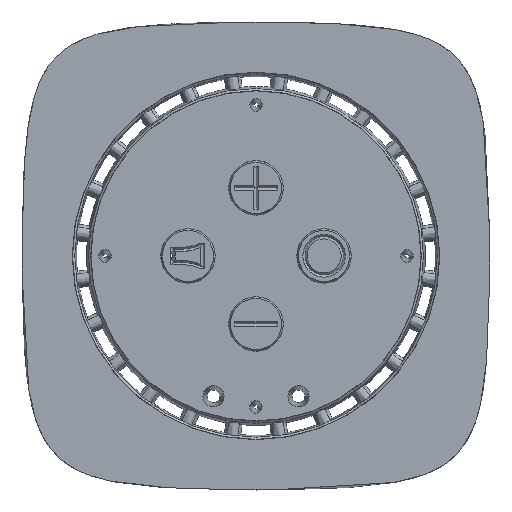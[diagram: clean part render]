
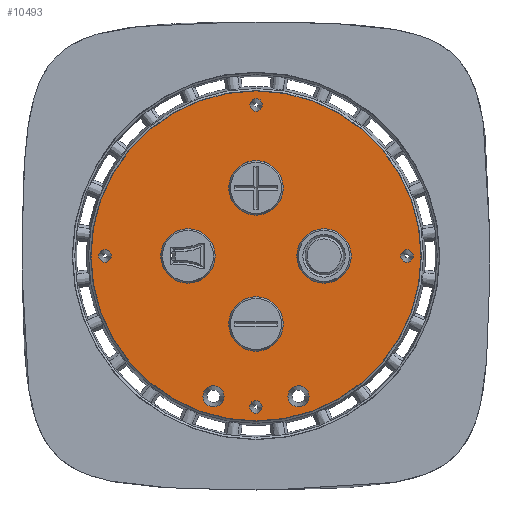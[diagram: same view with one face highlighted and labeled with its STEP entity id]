
A CAD part, top view. The second image highlights one B-rep face of the part: STEP entity #10493.
In plain terms, the highlighted planar face has unit normal (0, 0, 1).
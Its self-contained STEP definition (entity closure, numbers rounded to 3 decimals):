
#365=FACE_BOUND('',#1868,.T.);
#366=FACE_BOUND('',#1869,.T.);
#367=FACE_BOUND('',#1870,.T.);
#368=FACE_BOUND('',#1871,.T.);
#369=FACE_BOUND('',#1872,.T.);
#370=FACE_BOUND('',#1873,.T.);
#371=FACE_BOUND('',#1874,.T.);
#372=FACE_BOUND('',#1875,.T.);
#373=FACE_BOUND('',#1876,.T.);
#374=FACE_BOUND('',#1877,.T.);
#693=PLANE('',#11516);
#1229=FACE_OUTER_BOUND('',#1867,.T.);
#1867=EDGE_LOOP('',(#9606));
#1868=EDGE_LOOP('',(#9607));
#1869=EDGE_LOOP('',(#9608));
#1870=EDGE_LOOP('',(#9609));
#1871=EDGE_LOOP('',(#9610));
#1872=EDGE_LOOP('',(#9611));
#1873=EDGE_LOOP('',(#9612));
#1874=EDGE_LOOP('',(#9613));
#1875=EDGE_LOOP('',(#9614));
#1876=EDGE_LOOP('',(#9615));
#1877=EDGE_LOOP('',(#9616));
#3920=CIRCLE('',#10777,38.801);
#4193=CIRCLE('',#11484,1.5);
#4194=CIRCLE('',#11486,1.5);
#4195=CIRCLE('',#11488,2.5);
#4196=CIRCLE('',#11490,6.4);
#4197=CIRCLE('',#11492,6.4);
#4198=CIRCLE('',#11494,6.4);
#4199=CIRCLE('',#11496,6.4);
#4200=CIRCLE('',#11498,2.5);
#4201=CIRCLE('',#11500,1.5);
#4202=CIRCLE('',#11502,1.5);
#4491=VERTEX_POINT('',#15737);
#5143=VERTEX_POINT('',#18860);
#5144=VERTEX_POINT('',#18864);
#5145=VERTEX_POINT('',#18868);
#5146=VERTEX_POINT('',#18872);
#5147=VERTEX_POINT('',#18876);
#5148=VERTEX_POINT('',#18880);
#5149=VERTEX_POINT('',#18884);
#5150=VERTEX_POINT('',#18888);
#5151=VERTEX_POINT('',#18892);
#5152=VERTEX_POINT('',#18896);
#5525=EDGE_CURVE('',#4491,#4491,#3920,.T.);
#6619=EDGE_CURVE('',#5143,#5143,#4193,.T.);
#6621=EDGE_CURVE('',#5144,#5144,#4194,.T.);
#6623=EDGE_CURVE('',#5145,#5145,#4195,.T.);
#6626=EDGE_CURVE('',#5146,#5146,#4196,.T.);
#6628=EDGE_CURVE('',#5147,#5147,#4197,.T.);
#6630=EDGE_CURVE('',#5148,#5148,#4198,.T.);
#6632=EDGE_CURVE('',#5149,#5149,#4199,.T.);
#6633=EDGE_CURVE('',#5150,#5150,#4200,.T.);
#6635=EDGE_CURVE('',#5151,#5151,#4201,.T.);
#6637=EDGE_CURVE('',#5152,#5152,#4202,.T.);
#9606=ORIENTED_EDGE('',*,*,#5525,.T.);
#9607=ORIENTED_EDGE('',*,*,#6637,.F.);
#9608=ORIENTED_EDGE('',*,*,#6635,.F.);
#9609=ORIENTED_EDGE('',*,*,#6633,.F.);
#9610=ORIENTED_EDGE('',*,*,#6632,.T.);
#9611=ORIENTED_EDGE('',*,*,#6630,.T.);
#9612=ORIENTED_EDGE('',*,*,#6628,.T.);
#9613=ORIENTED_EDGE('',*,*,#6626,.T.);
#9614=ORIENTED_EDGE('',*,*,#6623,.F.);
#9615=ORIENTED_EDGE('',*,*,#6621,.F.);
#9616=ORIENTED_EDGE('',*,*,#6619,.F.);
#10493=ADVANCED_FACE('',(#1229,#365,#366,#367,#368,#369,#370,#371,#372,
#373,#374),#693,.T.);
#10777=AXIS2_PLACEMENT_3D('',#15739,#12014,#12015);
#11484=AXIS2_PLACEMENT_3D('',#18861,#14155,#14156);
#11486=AXIS2_PLACEMENT_3D('',#18865,#14160,#14161);
#11488=AXIS2_PLACEMENT_3D('',#18869,#14165,#14166);
#11490=AXIS2_PLACEMENT_3D('',#18874,#14171,#14172);
#11492=AXIS2_PLACEMENT_3D('',#18878,#14176,#14177);
#11494=AXIS2_PLACEMENT_3D('',#18882,#14181,#14182);
#11496=AXIS2_PLACEMENT_3D('',#18886,#14186,#14187);
#11498=AXIS2_PLACEMENT_3D('',#18889,#14190,#14191);
#11500=AXIS2_PLACEMENT_3D('',#18893,#14195,#14196);
#11502=AXIS2_PLACEMENT_3D('',#18897,#14200,#14201);
#11516=AXIS2_PLACEMENT_3D('',#21069,#14275,#14276);
#12014=DIRECTION('center_axis',(0.,0.,
1.));
#12015=DIRECTION('ref_axis',(0.,-1.,0.));
#14155=DIRECTION('center_axis',(0.,0.,
1.));
#14156=DIRECTION('ref_axis',(-1.,0.,0.));
#14160=DIRECTION('center_axis',(0.,0.,
1.));
#14161=DIRECTION('ref_axis',(-1.,0.,0.));
#14165=DIRECTION('center_axis',(0.,0.,
1.));
#14166=DIRECTION('ref_axis',(-1.,0.,0.));
#14171=DIRECTION('center_axis',(0.,0.,
-1.));
#14172=DIRECTION('ref_axis',(-1.,0.,0.));
#14176=DIRECTION('center_axis',(0.,0.,
-1.));
#14177=DIRECTION('ref_axis',(-1.,0.,0.));
#14181=DIRECTION('center_axis',(0.,0.,
-1.));
#14182=DIRECTION('ref_axis',(-1.,0.,0.));
#14186=DIRECTION('center_axis',(0.,0.,
-1.));
#14187=DIRECTION('ref_axis',(-1.,0.,0.));
#14190=DIRECTION('center_axis',(0.,0.,
1.));
#14191=DIRECTION('ref_axis',(-1.,0.,0.));
#14195=DIRECTION('center_axis',(0.,0.,
1.));
#14196=DIRECTION('ref_axis',(-1.,0.,0.));
#14200=DIRECTION('center_axis',(0.,0.,
1.));
#14201=DIRECTION('ref_axis',(-1.,0.,0.));
#14275=DIRECTION('center_axis',(0.,0.,
1.));
#14276=DIRECTION('ref_axis',(-1.,0.,0.));
#15737=CARTESIAN_POINT('',(0.,38.801,7.959));
#15739=CARTESIAN_POINT('Origin',(0.,0.,
7.959));
#18860=CARTESIAN_POINT('',(37.,-0.032,7.959));
#18861=CARTESIAN_POINT('Origin',(35.5,-0.032,7.959));
#18864=CARTESIAN_POINT('',(-34.,0.032,7.959));
#18865=CARTESIAN_POINT('Origin',(-35.5,0.032,7.959));
#18868=CARTESIAN_POINT('',(12.5,-33.,7.959));
#18869=CARTESIAN_POINT('Origin',(10.,-33.,7.959));
#18872=CARTESIAN_POINT('',(6.4,16.,7.959));
#18874=CARTESIAN_POINT('Origin',(0.,16.,7.959));
#18876=CARTESIAN_POINT('',(-9.6,0.,7.959));
#18878=CARTESIAN_POINT('Origin',(-16.,0.,7.959));
#18880=CARTESIAN_POINT('',(22.4,0.,7.959));
#18882=CARTESIAN_POINT('Origin',(16.,0.,7.959));
#18884=CARTESIAN_POINT('',(6.4,-16.,7.959));
#18886=CARTESIAN_POINT('Origin',(0.,-16.,
7.959));
#18888=CARTESIAN_POINT('',(-7.5,-33.,7.959));
#18889=CARTESIAN_POINT('Origin',(-10.,-33.,7.959));
#18892=CARTESIAN_POINT('',(1.468,-35.5,7.959));
#18893=CARTESIAN_POINT('Origin',(-0.032,-35.5,7.959));
#18896=CARTESIAN_POINT('',(1.532,35.5,7.959));
#18897=CARTESIAN_POINT('Origin',(0.032,35.5,7.959));
#21069=CARTESIAN_POINT('Origin',(0.,0.,
7.959));
